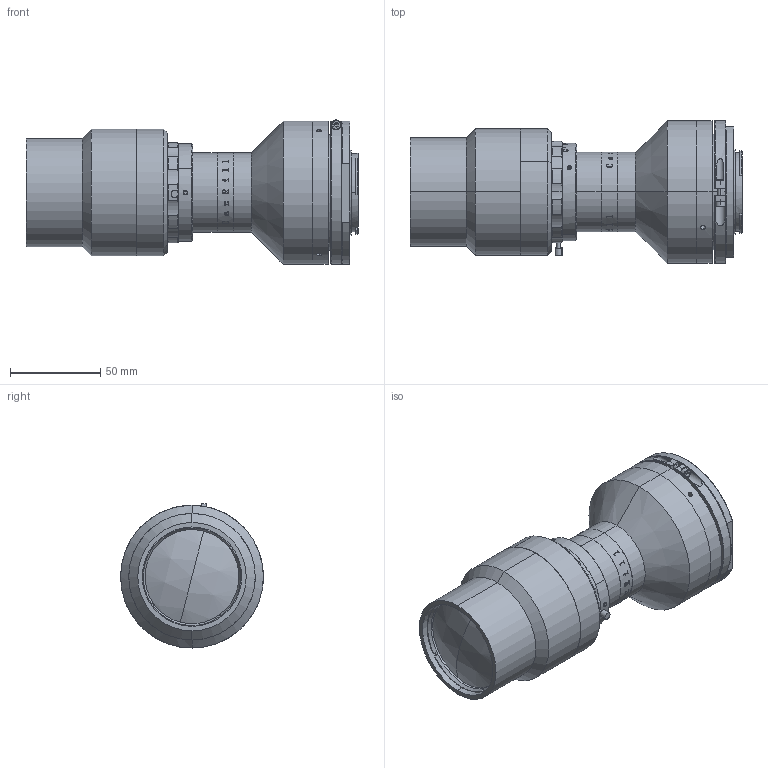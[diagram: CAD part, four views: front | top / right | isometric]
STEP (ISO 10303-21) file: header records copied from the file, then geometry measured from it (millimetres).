
FILE_DESCRIPTION (( 'STEP AP203' ), '1' );
FILE_NAME ('XF-PTL03729-F-VI.STEP', '2019-05-27T05:53:46', ( 'canrill005' ), ( '' ), 'SwSTEP 2.0', 'SolidWorks 2014', '' );
FILE_SCHEMA (( 'CONFIG_CONTROL_DESIGN' ));
Length unit declared in the file: millimetre
Products named in the file (2): XF-PTL03729-F-VI
Bounding box: 183.71 x 79 x 79.75 mm (x, y, z)
Surface area: 67029.9 mm2 (no closed solid volume)
Topology: 0 solids, 42 shells, 281 faces, 1374 edges, 1128 vertices
Faces by surface type: cylinder 121, plane 97, cone 43, bspline 8, torus 8, sphere 4
Entity records: 22194 total; most frequent: CARTESIAN_POINT 11805, DIRECTION 1972, ORIENTED_EDGE 1882, EDGE_CURVE 1372, VERTEX_POINT 1128, AXIS2_PLACEMENT_3D 758, CIRCLE 483, LINE 456
